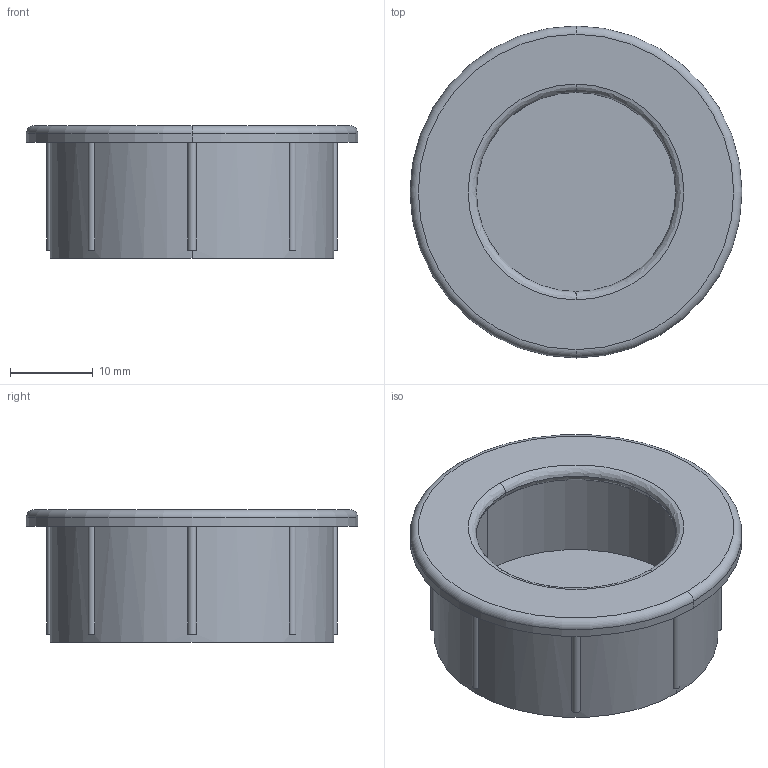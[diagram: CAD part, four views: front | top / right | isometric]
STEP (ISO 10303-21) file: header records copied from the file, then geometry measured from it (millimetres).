
FILE_DESCRIPTION(('Creo Elements/Direct Modeling STEP Export'),'2;1');
FILE_NAME('2159-40.stp','2021-05-26T15:46:23',(''),(''),'Creo Elements/Direct Modeling STEP processor for AP214 (Solid Model)','Creo Elements/Direct Modeling 20.0 12-Nov-2016 (C) Parametric Technology GmbH','');
FILE_SCHEMA(('AUTOMOTIVE_DESIGN { 1 0 10303 214 1 1 1 1 }'));
Length unit declared in the file: millimetre
Products named in the file (3): Muschel_rund; MU_Boden; Muschel_gesamt
Assembly tree (2 placements, depth 2):
  Muschel_gesamt
    MU_Boden
    Muschel_rund
Bounding box: 40 x 40 x 16 mm (x, y, z)
Volume: 5020.3 mm3; surface area: 6488.2 mm2
Topology: 2 solids, 2 shells, 39 faces, 95 edges, 63 vertices
Faces by surface type: cylinder 18, plane 15, bspline 4, torus 2
Entity records: 1568 total; most frequent: CARTESIAN_POINT 631, ORIENTED_EDGE 190, DIRECTION 182, EDGE_CURVE 95, AXIS2_PLACEMENT_3D 78, VERTEX_POINT 63, EDGE_LOOP 44, CIRCLE 40
